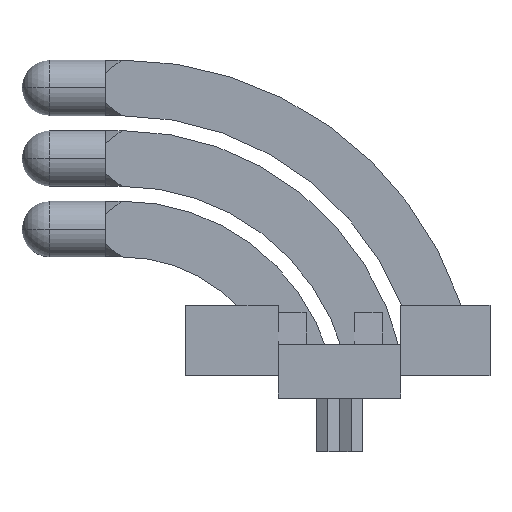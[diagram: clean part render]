
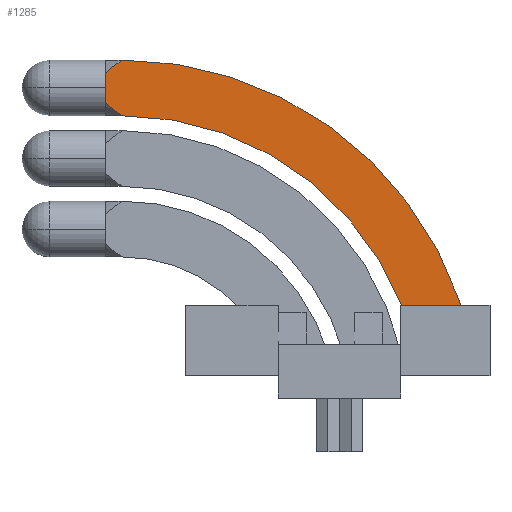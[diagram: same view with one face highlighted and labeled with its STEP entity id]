
A CAD part, front view. The second image highlights one B-rep face of the part: STEP entity #1285.
In plain terms, the highlighted planar face has unit normal (0, -1, 0).
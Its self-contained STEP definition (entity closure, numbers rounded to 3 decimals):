
#1063=CARTESIAN_POINT('',(-11.7,-1.5,15.2));
#1064=VERTEX_POINT('',#1063);
#1080=CARTESIAN_POINT('',(-12.6,-1.5,15.906));
#1081=VERTEX_POINT('',#1080);
#1082=CARTESIAN_POINT('',(-12.6,-1.5,15.906));
#1083=CARTESIAN_POINT('',(-12.289,-1.5,15.592));
#1084=CARTESIAN_POINT('',(-11.7,-1.5,15.2));
#1092=(BOUNDED_CURVE()B_SPLINE_CURVE(2,(#1082,#1083,#1084),.UNSPECIFIED.,.F.,.U.)B_SPLINE_CURVE_WITH_KNOTS((3,3),(0.0,1.145),.UNSPECIFIED.)CURVE()GEOMETRIC_REPRESENTATION_ITEM()RATIONAL_B_SPLINE_CURVE((1.0,1.018,1.0))REPRESENTATION_ITEM(''));
#1093=EDGE_CURVE('',#1081,#1064,#1092,.T.);
#1204=CARTESIAN_POINT('',(-11.7,-1.5,18.2));
#1205=VERTEX_POINT('',#1204);
#1206=CARTESIAN_POINT('',(-12.6,-1.5,17.494));
#1207=VERTEX_POINT('',#1206);
#1208=CARTESIAN_POINT('',(-11.7,-1.5,18.2));
#1209=CARTESIAN_POINT('',(-12.289,-1.5,17.808));
#1210=CARTESIAN_POINT('',(-12.6,-1.5,17.494));
#1218=(BOUNDED_CURVE()B_SPLINE_CURVE(2,(#1208,#1209,#1210),.UNSPECIFIED.,.F.,.U.)B_SPLINE_CURVE_WITH_KNOTS((3,3),(0.0,1.145),.UNSPECIFIED.)CURVE()GEOMETRIC_REPRESENTATION_ITEM()RATIONAL_B_SPLINE_CURVE((1.0,1.018,1.0))REPRESENTATION_ITEM(''));
#1219=EDGE_CURVE('',#1205,#1207,#1218,.T.);
#1246=CARTESIAN_POINT('',(-1.569,-1.5,11.273));
#1247=DIRECTION('',(0.0,1.0,0.0));
#1248=DIRECTION('',(0.0,0.0,1.0));
#1249=AXIS2_PLACEMENT_3D('',#1246,#1247,#1248);
#1250=PLANE('',#1249);
#1251=ORIENTED_EDGE('',*,*,#1219,.T.);
#1252=CARTESIAN_POINT('',(-12.6,-1.5,17.494));
#1253=DIRECTION('',(0.0,0.0,-1.0));
#1254=VECTOR('',#1253,1.587);
#1255=LINE('',#1252,#1254);
#1256=EDGE_CURVE('',#1207,#1081,#1255,.T.);
#1257=ORIENTED_EDGE('',*,*,#1256,.T.);
#1258=ORIENTED_EDGE('',*,*,#1093,.T.);
#1259=CARTESIAN_POINT('',(4.136,-1.5,2.4));
#1260=VERTEX_POINT('',#1259);
#1261=CARTESIAN_POINT('',(-11.7,-1.5,-0.996));
#1262=DIRECTION('',(0.0,-1.0,0.0));
#1263=DIRECTION('',(0.629,0.0,0.778));
#1264=AXIS2_PLACEMENT_3D('',#1261,#1262,#1263);
#1265=CIRCLE('',#1264,16.196);
#1266=EDGE_CURVE('',#1260,#1064,#1265,.T.);
#1267=ORIENTED_EDGE('',*,*,#1266,.F.);
#1268=CARTESIAN_POINT('',(7.193,-1.5,2.4));
#1269=VERTEX_POINT('',#1268);
#1270=CARTESIAN_POINT('',(7.193,-1.5,2.4));
#1271=DIRECTION('',(-1.0,0.0,0.0));
#1272=VECTOR('',#1271,3.057);
#1273=LINE('',#1270,#1272);
#1274=EDGE_CURVE('',#1269,#1260,#1273,.T.);
#1275=ORIENTED_EDGE('',*,*,#1274,.F.);
#1276=CARTESIAN_POINT('',(-11.7,-1.5,-0.996));
#1277=DIRECTION('',(0.0,1.0,0.0));
#1278=DIRECTION('',(0.642,0.0,0.767));
#1279=AXIS2_PLACEMENT_3D('',#1276,#1277,#1278);
#1280=CIRCLE('',#1279,19.196);
#1281=EDGE_CURVE('',#1205,#1269,#1280,.T.);
#1282=ORIENTED_EDGE('',*,*,#1281,.F.);
#1283=EDGE_LOOP('',(#1251,#1257,#1258,#1267,#1275,#1282));
#1284=FACE_OUTER_BOUND('',#1283,.T.);
#1285=ADVANCED_FACE('',(#1284),#1250,.F.);
